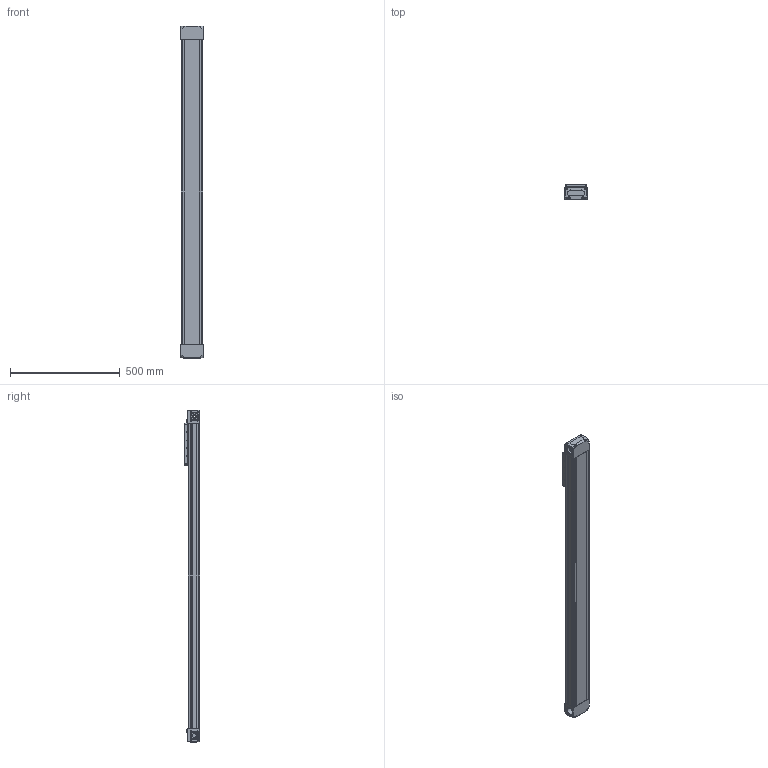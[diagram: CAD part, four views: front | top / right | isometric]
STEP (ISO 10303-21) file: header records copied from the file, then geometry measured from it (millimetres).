
FILE_DESCRIPTION(/* description */ ('STEP AP214'),/* implementation_level */ '2;1');
FILE_NAME(/* name */ '8192380_ELGD-TB-KF-WD-100-1200-0H-L-PU2',/* time_stamp */ '2024-08-23T11:14:40+02:00',/* author */ ('License CC BY-ND 4.0'),/* organization */ ('CADENAS'),/* preprocessor_version */ 'ST-DEVELOPER v19.3',/* originating_system */ 'PARTsolutions',/* authorisation */ ' ');
FILE_SCHEMA (('AUTOMOTIVE_DESIGN {1 0 10303 214 3 1 1}'));
Length unit declared in the file: millimetre
Products named in the file (4): 8192380 ELGD-TB-KF-WD-100-1200-0H-L-PU2---(0_high); 8176888 ELGD-TB-KF-WD-100-1200-0H-L----(high_h); 8176888 ELGD-TB-KF-WD-100---(high_s); ISO-4026 M6x6
Assembly tree (6 placements, depth 2):
  8192380 ELGD-TB-KF-WD-100-1200-0H-L-PU2---(0_high)
    8176888 ELGD-TB-KF-WD-100-1200-0H-L----(high_h)
    8176888 ELGD-TB-KF-WD-100---(high_s)
    ISO-4026 M6x6  x4
Bounding box: 102 x 70 x 1511 mm (x, y, z)
Volume: 6768687 mm3; surface area: 973506.8 mm2
Topology: 6 solids, 6 shells, 618 faces, 1511 edges, 950 vertices
Faces by surface type: plane 337, cylinder 151, cone 120, torus 10
Full cylindrical faces by diameter (mm): 2.459 x4, 4 x4, 4.134 x8, 4.917 x20, 5 x2, 6 x4, 7 x8, 8 x8, 10 x2, 10.2 x1, 19.5 x4, 20 x2, 32 x2, 38 x4
Entity records: 16196 total; most frequent: CARTESIAN_POINT 2792, DIRECTION 2586, ORIENTED_EDGE 2324, EDGE_CURVE 1162, AXIS2_PLACEMENT_3D 921, VERTEX_POINT 855, FACE_BOUND 805, EDGE_LOOP 780
